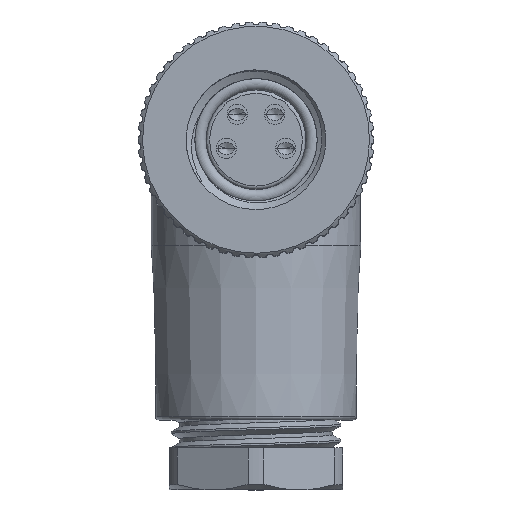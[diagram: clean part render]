
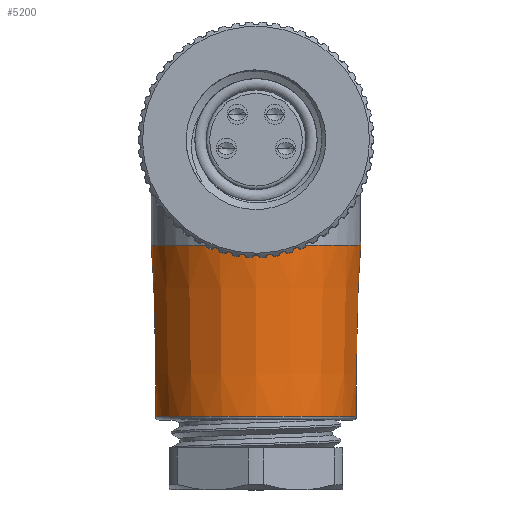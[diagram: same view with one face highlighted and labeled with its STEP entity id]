
A CAD part, top view. The second image highlights one B-rep face of the part: STEP entity #5200.
In plain terms, the highlighted conical face has half-angle 1.432 degrees and reference radius 5.877 mm.
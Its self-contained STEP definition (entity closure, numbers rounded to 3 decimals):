
#238=CONICAL_SURFACE('',#18084,5.877,1.432);
#5200=ADVANCED_FACE('',(#5807,#5808),#238,.T.);
#5807=FACE_BOUND('',#6477,.T.);
#5808=FACE_BOUND('',#6478,.T.);
#6477=EDGE_LOOP('',(#9844));
#6478=EDGE_LOOP('',(#9845));
#9844=ORIENTED_EDGE('',*,*,#15303,.F.);
#9845=ORIENTED_EDGE('',*,*,#15301,.F.);
#13071=VERTEX_POINT('',#37776);
#13073=VERTEX_POINT('',#37782);
#15301=EDGE_CURVE('',#13071,#13071,#16852,.T.);
#15303=EDGE_CURVE('',#13073,#13073,#16854,.T.);
#16852=CIRCLE('',#18079,5.755);
#16854=CIRCLE('',#18083,6.);
#18079=AXIS2_PLACEMENT_3D('',#37775,#21135,#21136);
#18083=AXIS2_PLACEMENT_3D('',#37781,#21143,#21144);
#18084=AXIS2_PLACEMENT_3D('',#37783,#21145,#21146);
#21135=DIRECTION('',(0.,-1.,0.));
#21136=DIRECTION('',(0.,0.,-1.));
#21143=DIRECTION('',(0.,1.,0.));
#21144=DIRECTION('',(0.,0.,-1.));
#21145=DIRECTION('',(0.,1.,0.));
#21146=DIRECTION('',(0.,0.,1.));
#37775=CARTESIAN_POINT('',(0.,-15.805,-30.));
#37776=CARTESIAN_POINT('',(0.,-15.805,-35.755));
#37781=CARTESIAN_POINT('',(0.,-6.,-30.));
#37782=CARTESIAN_POINT('',(0.,-6.,-24.));
#37783=CARTESIAN_POINT('',(0.,-10.902,-30.));
